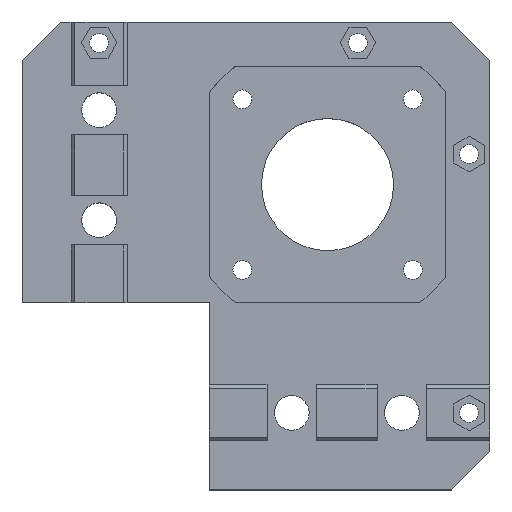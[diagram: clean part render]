
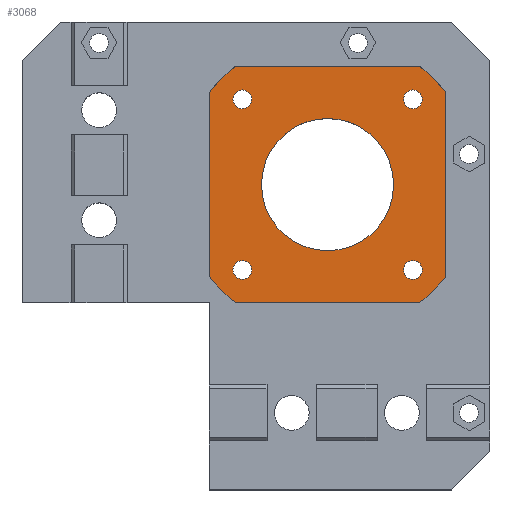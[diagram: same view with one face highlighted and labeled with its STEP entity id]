
A CAD part, top view. The second image highlights one B-rep face of the part: STEP entity #3068.
In plain terms, the highlighted planar face has unit normal (0, 0, 1).
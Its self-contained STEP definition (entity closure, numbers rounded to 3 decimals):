
#89=CIRCLE('',#3237,27.25);
#90=CIRCLE('',#3240,27.25);
#91=CIRCLE('',#3243,27.25);
#92=CIRCLE('',#3246,27.25);
#109=CIRCLE('',#3294,1.7);
#110=CIRCLE('',#3295,1.7);
#111=CIRCLE('',#3296,1.7);
#112=CIRCLE('',#3297,1.7);
#113=CIRCLE('',#3298,12.);
#146=FACE_BOUND('',#573,.T.);
#147=FACE_BOUND('',#574,.T.);
#148=FACE_BOUND('',#575,.T.);
#149=FACE_BOUND('',#576,.T.);
#150=FACE_BOUND('',#577,.T.);
#402=FACE_OUTER_BOUND('',#572,.T.);
#572=EDGE_LOOP('',(#2555,#2556,#2557,#2558,#2559,#2560,#2561,#2562));
#573=EDGE_LOOP('',(#2563));
#574=EDGE_LOOP('',(#2564));
#575=EDGE_LOOP('',(#2565));
#576=EDGE_LOOP('',(#2566));
#577=EDGE_LOOP('',(#2567));
#849=LINE('',#4629,#1187);
#852=LINE('',#4637,#1190);
#855=LINE('',#4645,#1193);
#858=LINE('',#4653,#1196);
#1187=VECTOR('',#3758,10.);
#1190=VECTOR('',#3767,10.);
#1193=VECTOR('',#3776,10.);
#1196=VECTOR('',#3785,10.);
#1487=VERTEX_POINT('',#4626);
#1488=VERTEX_POINT('',#4628);
#1489=VERTEX_POINT('',#4632);
#1490=VERTEX_POINT('',#4636);
#1491=VERTEX_POINT('',#4640);
#1492=VERTEX_POINT('',#4644);
#1493=VERTEX_POINT('',#4648);
#1494=VERTEX_POINT('',#4652);
#1539=VERTEX_POINT('',#4809);
#1540=VERTEX_POINT('',#4811);
#1541=VERTEX_POINT('',#4813);
#1542=VERTEX_POINT('',#4815);
#1543=VERTEX_POINT('',#4817);
#1826=EDGE_CURVE('',#1487,#1488,#849,.T.);
#1828=EDGE_CURVE('',#1488,#1489,#89,.T.);
#1830=EDGE_CURVE('',#1489,#1490,#852,.T.);
#1832=EDGE_CURVE('',#1490,#1491,#90,.T.);
#1834=EDGE_CURVE('',#1491,#1492,#855,.T.);
#1836=EDGE_CURVE('',#1492,#1493,#91,.T.);
#1838=EDGE_CURVE('',#1493,#1494,#858,.T.);
#1840=EDGE_CURVE('',#1494,#1487,#92,.T.);
#1913=EDGE_CURVE('',#1539,#1539,#109,.T.);
#1914=EDGE_CURVE('',#1540,#1540,#110,.T.);
#1915=EDGE_CURVE('',#1541,#1541,#111,.T.);
#1916=EDGE_CURVE('',#1542,#1542,#112,.T.);
#1917=EDGE_CURVE('',#1543,#1543,#113,.T.);
#2555=ORIENTED_EDGE('',*,*,#1828,.F.);
#2556=ORIENTED_EDGE('',*,*,#1826,.F.);
#2557=ORIENTED_EDGE('',*,*,#1840,.F.);
#2558=ORIENTED_EDGE('',*,*,#1838,.F.);
#2559=ORIENTED_EDGE('',*,*,#1836,.F.);
#2560=ORIENTED_EDGE('',*,*,#1834,.F.);
#2561=ORIENTED_EDGE('',*,*,#1832,.F.);
#2562=ORIENTED_EDGE('',*,*,#1830,.F.);
#2563=ORIENTED_EDGE('',*,*,#1913,.T.);
#2564=ORIENTED_EDGE('',*,*,#1914,.T.);
#2565=ORIENTED_EDGE('',*,*,#1915,.T.);
#2566=ORIENTED_EDGE('',*,*,#1916,.T.);
#2567=ORIENTED_EDGE('',*,*,#1917,.F.);
#2931=PLANE('',#3293);
#3068=ADVANCED_FACE('',(#402,#146,#147,#148,#149,#150),#2931,.F.);
#3237=AXIS2_PLACEMENT_3D('',#4633,#3762,#3763);
#3240=AXIS2_PLACEMENT_3D('',#4641,#3771,#3772);
#3243=AXIS2_PLACEMENT_3D('',#4649,#3780,#3781);
#3246=AXIS2_PLACEMENT_3D('',#4656,#3789,#3790);
#3293=AXIS2_PLACEMENT_3D('',#4808,#3932,#3933);
#3294=AXIS2_PLACEMENT_3D('',#4810,#3934,#3935);
#3295=AXIS2_PLACEMENT_3D('',#4812,#3936,#3937);
#3296=AXIS2_PLACEMENT_3D('',#4814,#3938,#3939);
#3297=AXIS2_PLACEMENT_3D('',#4816,#3940,#3941);
#3298=AXIS2_PLACEMENT_3D('',#4818,#3942,#3943);
#3758=DIRECTION('',(1.,0.,0.));
#3762=DIRECTION('center_axis',(0.,0.,-1.));
#3763=DIRECTION('ref_axis',(0.614,0.789,0.));
#3767=DIRECTION('',(0.,-1.,0.));
#3771=DIRECTION('center_axis',(0.,0.,-1.));
#3772=DIRECTION('ref_axis',(0.789,-0.614,0.));
#3776=DIRECTION('',(-1.,0.,0.));
#3780=DIRECTION('center_axis',(0.,0.,-1.));
#3781=DIRECTION('ref_axis',(-0.614,-0.789,0.));
#3785=DIRECTION('',(0.,1.,0.));
#3789=DIRECTION('center_axis',(0.,0.,-1.));
#3790=DIRECTION('ref_axis',(-0.789,0.614,0.));
#3932=DIRECTION('center_axis',(0.,0.,-1.));
#3933=DIRECTION('ref_axis',(0.,1.,0.));
#3934=DIRECTION('center_axis',(0.,0.,-1.));
#3935=DIRECTION('ref_axis',(0.,-1.,0.));
#3936=DIRECTION('center_axis',(0.,0.,-1.));
#3937=DIRECTION('ref_axis',(0.,-1.,0.));
#3938=DIRECTION('center_axis',(0.,0.,-1.));
#3939=DIRECTION('ref_axis',(0.,-1.,0.));
#3940=DIRECTION('center_axis',(0.,0.,-1.));
#3941=DIRECTION('ref_axis',(0.,-1.,0.));
#3942=DIRECTION('center_axis',(0.,0.,1.));
#3943=DIRECTION('ref_axis',(0.,1.,0.));
#4626=CARTESIAN_POINT('',(-16.743,21.5,5.));
#4628=CARTESIAN_POINT('',(16.743,21.5,5.));
#4629=CARTESIAN_POINT('',(-21.5,21.5,5.));
#4632=CARTESIAN_POINT('',(21.5,16.743,5.));
#4633=CARTESIAN_POINT('Origin',(0.,0.,5.));
#4636=CARTESIAN_POINT('',(21.5,-16.743,5.));
#4637=CARTESIAN_POINT('',(21.5,21.5,5.));
#4640=CARTESIAN_POINT('',(16.743,-21.5,5.));
#4641=CARTESIAN_POINT('Origin',(0.,0.,5.));
#4644=CARTESIAN_POINT('',(-16.743,-21.5,5.));
#4645=CARTESIAN_POINT('',(21.5,-21.5,5.));
#4648=CARTESIAN_POINT('',(-21.5,-16.743,5.));
#4649=CARTESIAN_POINT('Origin',(0.,0.,5.));
#4652=CARTESIAN_POINT('',(-21.5,16.743,5.));
#4653=CARTESIAN_POINT('',(-21.5,-21.5,5.));
#4656=CARTESIAN_POINT('Origin',(0.,0.,5.));
#4808=CARTESIAN_POINT('Origin',(0.,0.,
5.));
#4809=CARTESIAN_POINT('',(-15.5,17.2,5.));
#4810=CARTESIAN_POINT('Origin',(-15.5,15.5,5.));
#4811=CARTESIAN_POINT('',(15.5,-13.8,5.));
#4812=CARTESIAN_POINT('Origin',(15.5,-15.5,5.));
#4813=CARTESIAN_POINT('',(-15.5,-13.8,5.));
#4814=CARTESIAN_POINT('Origin',(-15.5,-15.5,5.));
#4815=CARTESIAN_POINT('',(15.5,17.2,5.));
#4816=CARTESIAN_POINT('Origin',(15.5,15.5,5.));
#4817=CARTESIAN_POINT('',(0.,-12.,5.));
#4818=CARTESIAN_POINT('Origin',(0.,0.,5.));
